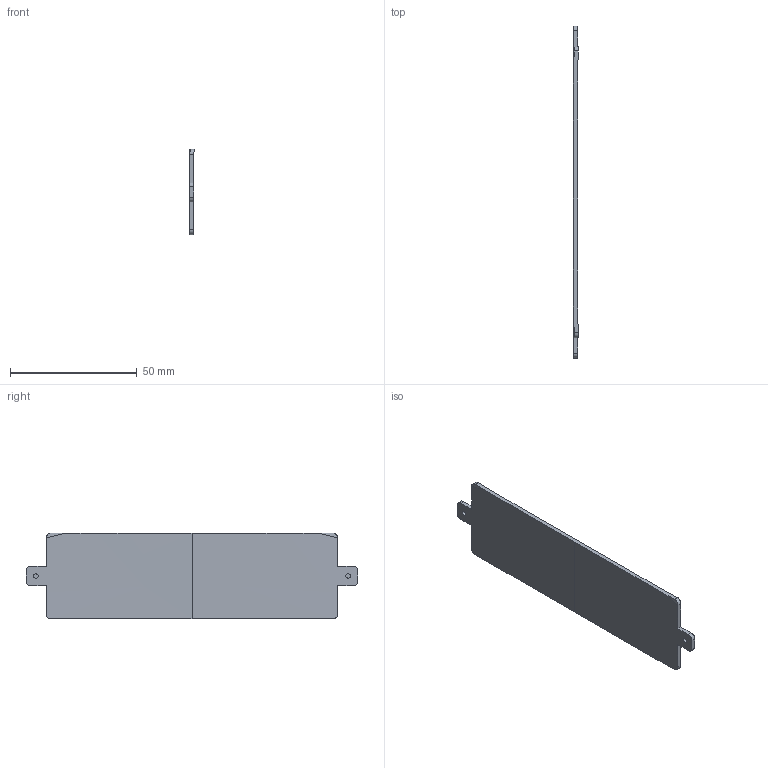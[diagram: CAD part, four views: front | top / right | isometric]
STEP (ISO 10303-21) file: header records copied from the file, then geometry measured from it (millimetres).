
FILE_DESCRIPTION (( 'STEP AP203' ), '1' );
FILE_NAME ('back of batter_Default_sldprt.STEP', '2018-02-03T08:01:51', ( '' ), ( '' ), 'SwSTEP 2.0', 'SolidWorks 2014', '' );
FILE_SCHEMA (( 'CONFIG_CONTROL_DESIGN' ));
Length unit declared in the file: millimetre
Products named in the file (1): back of batter_Default_sldprt
Bounding box: 2.02 x 131.2 x 33.8 mm (x, y, z)
Volume: 6412.2 mm3; surface area: 8560.8 mm2
Topology: 1 solids, 1 shells, 34 faces, 90 edges, 60 vertices
Faces by surface type: plane 14, cylinder 12, bspline 8
Entity records: 1587 total; most frequent: CARTESIAN_POINT 809, ORIENTED_EDGE 180, EDGE_CURVE 90, DIRECTION 86, B_SPLINE_CURVE_WITH_KNOTS 62, VERTEX_POINT 60, EDGE_LOOP 36, FACE_OUTER_BOUND 34
